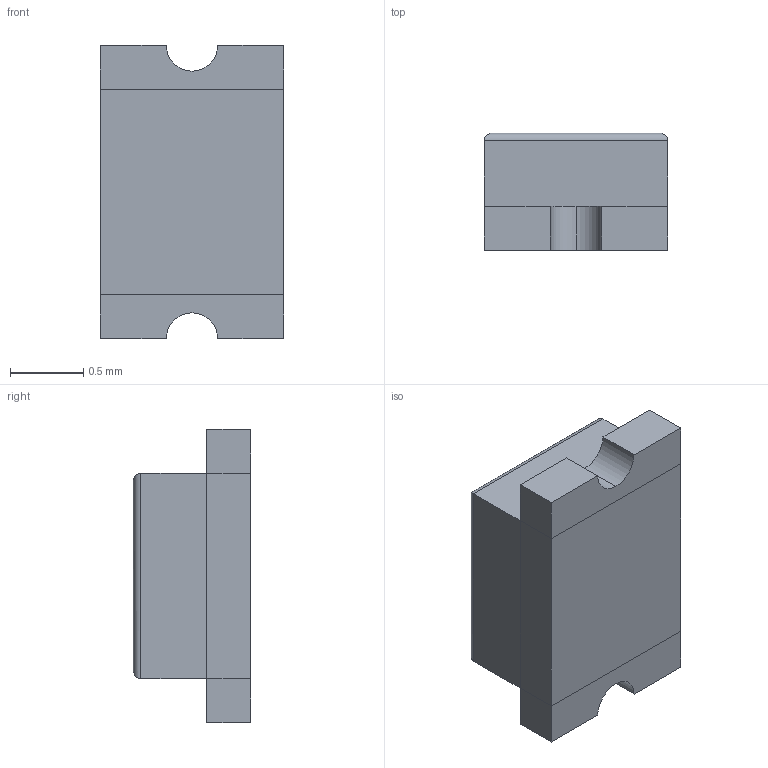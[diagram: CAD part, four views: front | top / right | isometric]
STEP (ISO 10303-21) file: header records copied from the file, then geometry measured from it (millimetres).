
FILE_DESCRIPTION (( 'STEP AP214' ), '1' );
FILE_NAME ('LED0805.STEP', '2018-05-21T19:32:20', ( '' ), ( '' ), 'SwSTEP 2.0', 'SolidWorks 2017', '' );
FILE_SCHEMA (( 'AUTOMOTIVE_DESIGN' ));
Length unit declared in the file: millimetre
Products named in the file (1): LED0805
Bounding box: 1.25 x 0.8 x 2 mm (x, y, z)
Volume: 1.6 mm3; surface area: 14.5 mm2
Topology: 5 solids, 5 shells, 39 faces, 83 edges, 54 vertices
Faces by surface type: plane 32, cylinder 7
Entity records: 1354 total; most frequent: CARTESIAN_POINT 189, ORIENTED_EDGE 166, DIRECTION 165, EDGE_CURVE 83, LINE 73, VECTOR 73, VERTEX_POINT 54, AXIS2_PLACEMENT_3D 46
